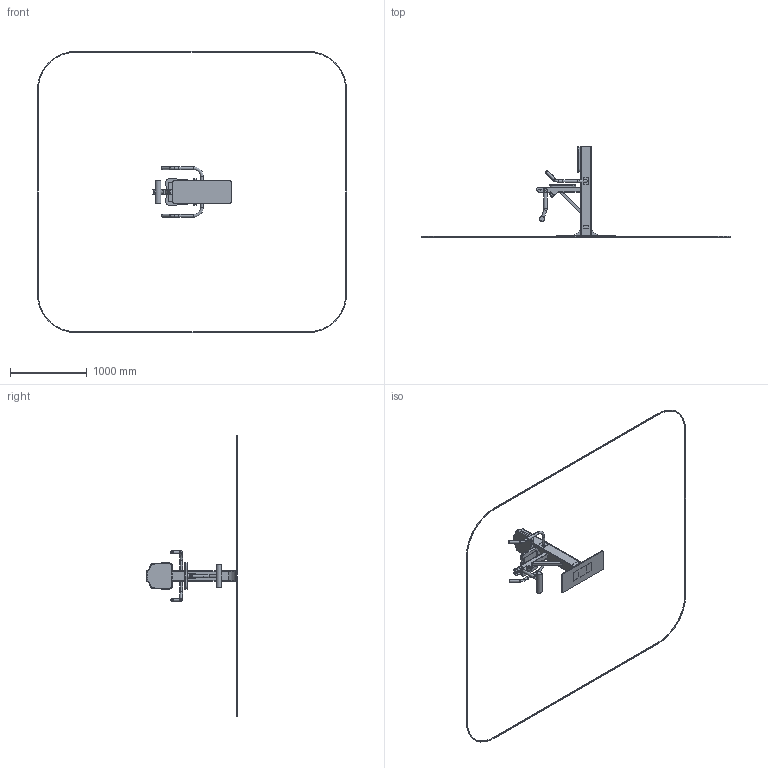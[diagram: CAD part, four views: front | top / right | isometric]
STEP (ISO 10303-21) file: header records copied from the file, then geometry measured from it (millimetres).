
FILE_DESCRIPTION(('STEP AP214'), '1');
FILE_NAME('óëè÷íûé òðåíàæåð ÓÒ-21', '', ('UNSPECIFIED'), ('UNSPECIFIED'), 'C3D Converter', 'C3D Toolkit', '');
FILE_SCHEMA(('AUTOMOTIVE_DESIGN { 1 0 10303 214 3 1 1}'));
Length unit declared in the file: millimetre
Products named in the file (40): УТ-16; УТ-10.1.14.01.01.09; УТ-10.1.14.01.01.08; УТ-19Н опора (2020); -01; УТ-18Н.1.14.05.00.00; УТ-18Н.1.14.05.01.00; УТ-18Н.1.14.05.01.04; УТ-10.1.14.01.01.04; УТ-18Н.1.14.05.00.00-01; УТ-18Н.1.14.05.01.00-01; УТ-02.1.14.00.00.01; УТ-10.1.14.00.01.00; УТ-07.1.14.02.01.01; УТ-10.1.14.00.01.02; УТ-10.1.14.00.01.01; ФК-03.03
Assembly tree (63 placements, depth 4):
  (unnamed)
    УТ-16
      (unnamed)
      (unnamed)
        (unnamed)
        УТ-10.1.14.01.01.09  x2
        (unnamed)
        (unnamed)
        (unnamed)
      (unnamed)  x2
      УТ-10.1.14.01.01.08
      УТ-19Н опора (2020)
      (unnamed)  x2
      -01  x2
      (unnamed)  x2
    (unnamed)
    (unnamed)  x2
    УТ-18Н.1.14.05.00.00
      УТ-18Н.1.14.05.01.00
        УТ-18Н.1.14.05.01.04
        УТ-10.1.14.01.01.04
        (unnamed)
      (unnamed)
    УТ-18Н.1.14.05.00.00-01
      (unnamed)
      УТ-18Н.1.14.05.01.00-01
        УТ-18Н.1.14.05.01.04
        УТ-10.1.14.01.01.04
        (unnamed)
    УТ-02.1.14.00.00.01  x2
    УТ-10.1.14.00.01.00
      УТ-07.1.14.02.01.01
      УТ-10.1.14.00.01.02
      УТ-10.1.14.00.01.01
    (unnamed)
    (unnamed)
      (unnamed)
        ФК-03.03  x6
        (unnamed)  x2
        (unnamed)  x3
      (unnamed)  x6
        (unnamed)
        (unnamed)
        (unnamed)
Bounding box: 4020.84 x 1182 x 3659 mm (x, y, z)
Volume: 16487319 mm3; surface area: 4141598.4 mm2
Topology: 35 solids, 35 shells, 493 faces, 1188 edges, 766 vertices
Faces by surface type: plane 307, cylinder 140, torus 40, cone 6
Full cylindrical faces by diameter (mm): 2 x2, 6.53 x1, 12 x2, 26 x8, 30 x1, 34 x10, 36 x2, 40 x2, 42 x2, 47 x2, 60 x1, 70 x1
Entity records: 13551 total; most frequent: CARTESIAN_POINT 1956, DIRECTION 1769, ORIENTED_EDGE 1554, EDGE_CURVE 777, AXIS2_PLACEMENT_3D 601, LINE 567, VECTOR 567, VERTEX_POINT 530
